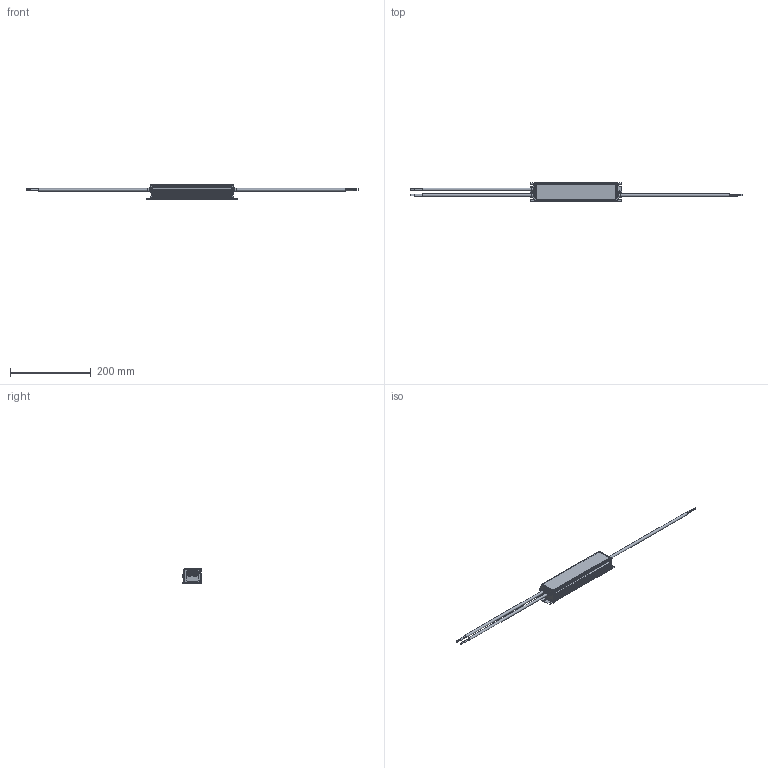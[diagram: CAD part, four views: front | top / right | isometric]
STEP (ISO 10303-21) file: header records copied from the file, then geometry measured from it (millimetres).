
FILE_DESCRIPTION(('STEP AP214'), '1');
FILE_NAME('ﾈﾏﾑ 1202', '', ('UNSPECIFIED'), ('UNSPECIFIED'), 'ASCON STEP Converter 1.6', 'ASCON Math Kernel', '');
FILE_SCHEMA(('AUTOMOTIVE_DESIGN { 1 0 10303 214 3 1 1}'));
Length unit declared in the file: millimetre
Bounding box: 823 x 48.6 x 36 mm (x, y, z)
Volume: 90683.5 mm3; surface area: 105408.7 mm2
Topology: 1 solids, 8 shells, 683 faces, 1814 edges, 1191 vertices
Faces by surface type: plane 374, cylinder 237, bspline 24, cone 22, torus 20, sphere 6
Full cylindrical faces by diameter (mm): 1.2 x8, 2.15 x1, 2.4 x8, 2.9 x6, 3.2 x1, 3.4 x7, 5 x2, 5.6 x6, 6.5 x2, 6.8 x4, 10.2 x3, 10.9 x3, 14 x3
Entity records: 27911 total; most frequent: CARTESIAN_POINT 5328, DIRECTION 3621, ORIENTED_EDGE 3424, EDGE_CURVE 1712, AXIS2_PLACEMENT_3D 1286, VERTEX_POINT 1191, LINE 1049, VECTOR 1049
